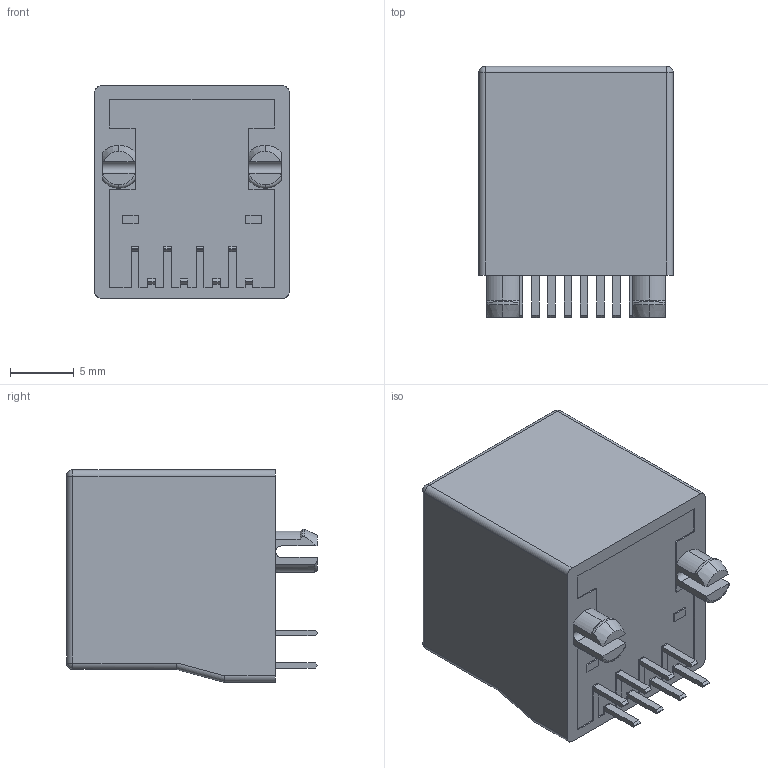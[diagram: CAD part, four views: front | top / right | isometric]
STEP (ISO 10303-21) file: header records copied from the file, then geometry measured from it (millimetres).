
FILE_DESCRIPTION (( 'STEP AP214' ), '1' );
FILE_NAME ('A-2014-2-4-N-T-R.STEP', '2020-08-18T23:06:20', ( '' ), ( '' ), 'SwSTEP 2.0', 'SolidWorks 2017', '' );
FILE_SCHEMA (( 'AUTOMOTIVE_DESIGN' ));
Length unit declared in the file: millimetre
Products named in the file (1): A-2014-2-4-N-T-R
Bounding box: 15.2 x 19.6 x 16.6 mm (x, y, z)
Volume: 2573.2 mm3; surface area: 2457.3 mm2
Topology: 17 solids, 17 shells, 277 faces, 693 edges, 450 vertices
Faces by surface type: plane 241, cylinder 22, cone 6, torus 4, sphere 4
Entity records: 11334 total; most frequent: CARTESIAN_POINT 1501, ORIENTED_EDGE 1378, DIRECTION 1275, EDGE_CURVE 689, VECTOR 619, LINE 619, VERTEX_POINT 450, AXIS2_PLACEMENT_3D 328
